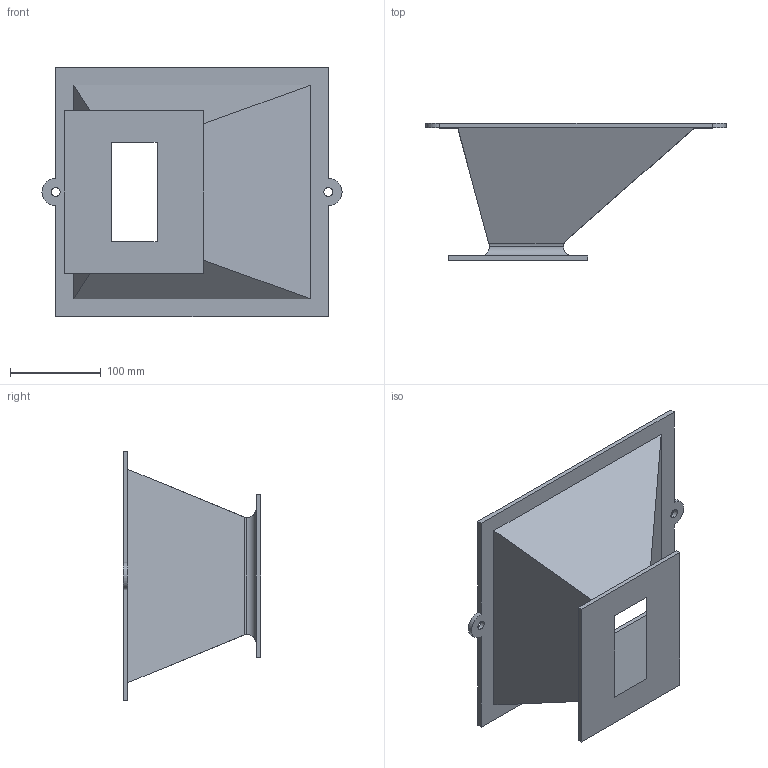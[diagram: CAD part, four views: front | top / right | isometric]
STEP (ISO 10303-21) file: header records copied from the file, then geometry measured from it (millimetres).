
FILE_DESCRIPTION (( 'STEP AP214' ), '1' );
FILE_NAME ('Funnel.STEP', '2025-11-11T19:21:31', ( '' ), ( '' ), 'SwSTEP 2.0', 'SolidWorks 2025', '' );
FILE_SCHEMA (( 'AUTOMOTIVE_DESIGN' ));
Length unit declared in the file: millimetre
Products named in the file (1): Funnel
Bounding box: 330.35 x 151.05 x 274.95 mm (x, y, z)
Volume: 495593.1 mm3; surface area: 326263.2 mm2
Topology: 2 solids, 2 shells, 41 faces, 104 edges, 68 vertices
Faces by surface type: plane 27, cylinder 14
Entity records: 1267 total; most frequent: CARTESIAN_POINT 253, ORIENTED_EDGE 208, DIRECTION 187, EDGE_CURVE 104, VECTOR 79, LINE 79, VERTEX_POINT 68, AXIS2_PLACEMENT_3D 54
